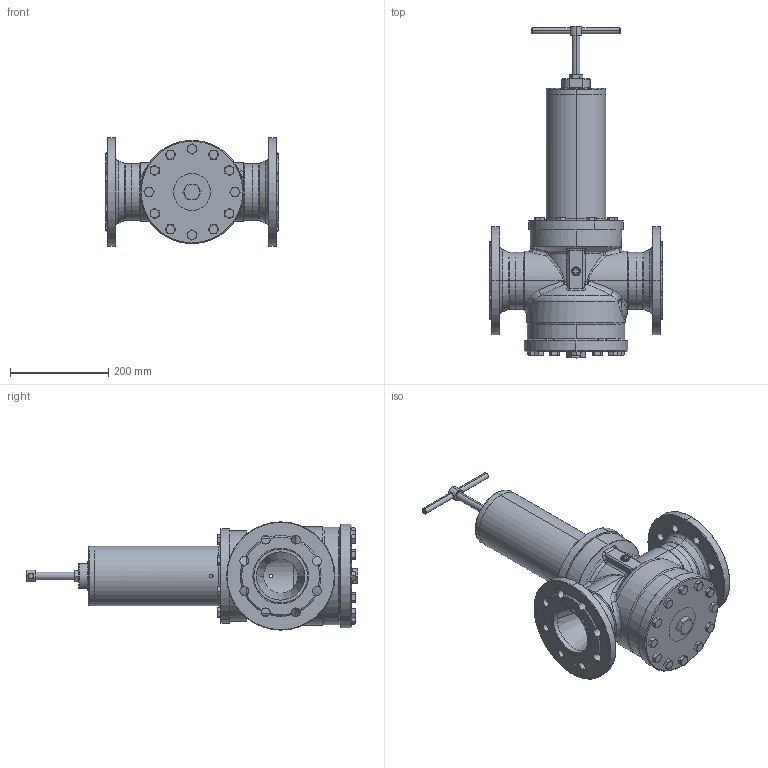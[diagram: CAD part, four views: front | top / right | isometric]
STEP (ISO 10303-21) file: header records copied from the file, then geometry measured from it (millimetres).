
FILE_DESCRIPTION (( 'STEP AP203' ), '1' );
FILE_NAME ('Typ_71-BG_IV-D100G-D100G.STEP', '2021-10-25T06:27:44', ( '' ), ( '' ), 'SwSTEP 2.0', 'SolidWorks 2016', '' );
FILE_SCHEMA (( 'CONFIG_CONTROL_DESIGN' ));
Length unit declared in the file: millimetre
Products named in the file (1): Typ_71-BG_IV-D100G-D100G
Bounding box: 352 x 674.4 x 220 mm (x, y, z)
Volume: 5874034.4 mm3; surface area: 1053622.3 mm2
Topology: 33 solids, 33 shells, 1167 faces, 2773 edges, 1654 vertices
Faces by surface type: cone 450, cylinder 294, plane 283, torus 73, bspline 65, sphere 2
Entity records: 40172 total; most frequent: CARTESIAN_POINT 13899, DIRECTION 5527, ORIENTED_EDGE 5450, EDGE_CURVE 2725, AXIS2_PLACEMENT_3D 2340, VERTEX_POINT 1654, EDGE_LOOP 1301, CIRCLE 1237
